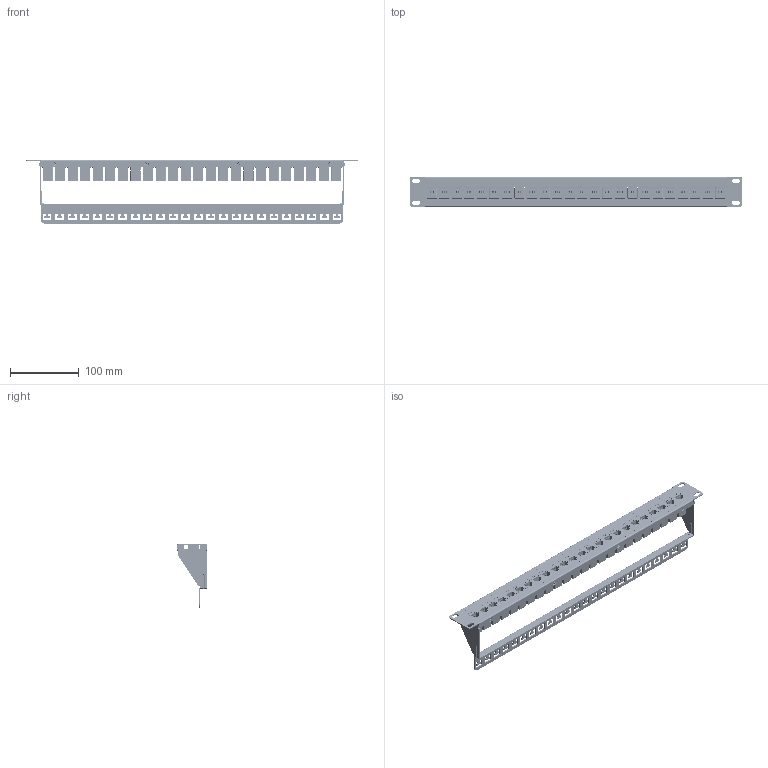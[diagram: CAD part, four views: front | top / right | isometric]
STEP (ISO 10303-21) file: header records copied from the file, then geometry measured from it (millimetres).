
FILE_DESCRIPTION (( 'STEP AP214' ), '1' );
FILE_NAME ('PR175-SC6A-24-CM.STEP', '2019-04-19T12:06:46', ( '' ), ( '' ), 'SwSTEP 2.0', 'SolidWorks 2018', '' );
FILE_SCHEMA (( 'AUTOMOTIVE_DESIGN' ));
Length unit declared in the file: inch
Products named in the file (6): PR175-24KS-CM_MA2; PR175-SC6A-24-CM; PR175-24SKS-CM; PR175-24SKS-CM_MA1; 1AJ02-130_92010A112; TDG1026KS-C6A_New Logo - Latch Depressed
Assembly tree (35 placements, depth 3):
  PR175-SC6A-24-CM
    PR175-24SKS-CM
      PR175-24SKS-CM_MA1
      PR175-24KS-CM_MA2
      1AJ02-130_92010A112  x8
    TDG1026KS-C6A_New Logo - Latch Depressed  x24
Bounding box: 482.6 x 43.82 x 92.46 mm (x, y, z)
Volume: 208043.7 mm3; surface area: 211982 mm2
Topology: 35 solids, 35 shells, 11997 faces, 33035 edges, 21432 vertices
Faces by surface type: plane 7136, bspline 2819, cylinder 1598, sphere 200, cone 136, torus 108
Entity records: 122184 total; most frequent: CARTESIAN_POINT 50111, ORIENTED_EDGE 12916, DIRECTION 9200, EDGE_CURVE 6458, LINE 4638, VECTOR 4638, VERTEX_POINT 4236, EDGE_LOOP 2756
